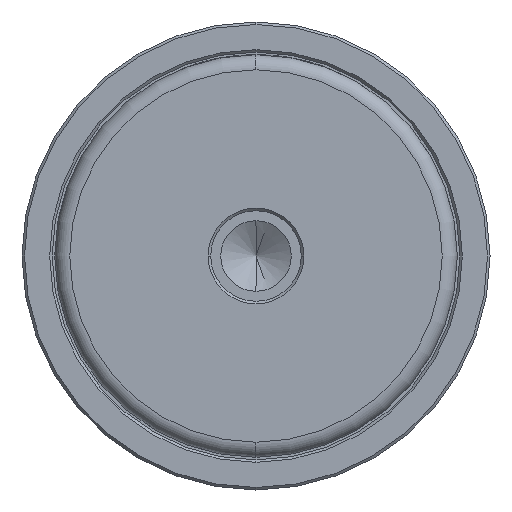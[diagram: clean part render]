
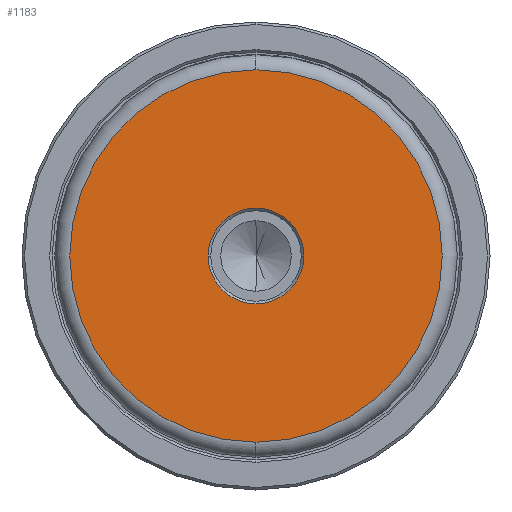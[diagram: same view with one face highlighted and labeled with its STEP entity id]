
A CAD part, left-side view. The second image highlights one B-rep face of the part: STEP entity #1183.
In plain terms, the highlighted planar face has unit normal (-1, 0, 0).
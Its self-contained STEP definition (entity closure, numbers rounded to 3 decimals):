
#7 = CARTESIAN_POINT ( 'NONE',  ( 0., -9.5, 0. ) ) ;
#106 = CIRCLE ( 'NONE', #1546, 36.997 ) ;
#141 = PLANE ( 'NONE',  #251 ) ;
#251 = AXIS2_PLACEMENT_3D ( 'NONE', #2241, #2647, #1402 ) ;
#355 = VERTEX_POINT ( 'NONE', #2695 ) ;
#418 = CARTESIAN_POINT ( 'NONE',  ( 0., 0., 36.997 ) ) ;
#522 = VERTEX_POINT ( 'NONE', #1081 ) ;
#560 = DIRECTION ( 'NONE',  ( 1., 0., 0. ) ) ;
#605 = EDGE_CURVE ( 'NONE', #522, #2254, #1620, .T. ) ;
#626 = ORIENTED_EDGE ( 'NONE', *, *, #605, .T. ) ;
#747 = CIRCLE ( 'NONE', #2410, 9.5 ) ;
#761 = ORIENTED_EDGE ( 'NONE', *, *, #1166, .T. ) ;
#882 = DIRECTION ( 'NONE',  ( -1., 0., 0. ) ) ;
#922 = DIRECTION ( 'NONE',  ( 1., 0., 0. ) ) ;
#993 = VERTEX_POINT ( 'NONE', #7 ) ;
#1081 = CARTESIAN_POINT ( 'NONE',  ( 0., 0., -36.997 ) ) ;
#1112 = FACE_OUTER_BOUND ( 'NONE', #2307, .T. ) ;
#1166 = EDGE_CURVE ( 'NONE', #993, #355, #747, .T. ) ;
#1183 = ADVANCED_FACE ( 'NONE', ( #2228, #1112 ), #141, .T. ) ;
#1206 = CARTESIAN_POINT ( 'NONE',  ( 0., 0., 0. ) ) ;
#1283 = CIRCLE ( 'NONE', #2310, 9.5 ) ;
#1327 = EDGE_LOOP ( 'NONE', ( #761, #1944 ) ) ;
#1397 = AXIS2_PLACEMENT_3D ( 'NONE', #1206, #2661, #1420 ) ;
#1402 = DIRECTION ( 'NONE',  ( 0., 0., 1. ) ) ;
#1420 = DIRECTION ( 'NONE',  ( 0., 0., 1. ) ) ;
#1546 = AXIS2_PLACEMENT_3D ( 'NONE', #2137, #882, #2348 ) ;
#1620 = CIRCLE ( 'NONE', #1397, 36.997 ) ;
#1809 = CARTESIAN_POINT ( 'NONE',  ( 0., 0., 0. ) ) ;
#1848 = ORIENTED_EDGE ( 'NONE', *, *, #2015, .T. ) ;
#1944 = ORIENTED_EDGE ( 'NONE', *, *, #2482, .T. ) ;
#2015 = EDGE_CURVE ( 'NONE', #2254, #522, #106, .T. ) ;
#2025 = DIRECTION ( 'NONE',  ( 0., 0., 1. ) ) ;
#2137 = CARTESIAN_POINT ( 'NONE',  ( 0., 0., 0. ) ) ;
#2179 = CARTESIAN_POINT ( 'NONE',  ( 0., 0., 0. ) ) ;
#2228 = FACE_BOUND ( 'NONE', #1327, .T. ) ;
#2241 = CARTESIAN_POINT ( 'NONE',  ( 0., 0., 0. ) ) ;
#2254 = VERTEX_POINT ( 'NONE', #418 ) ;
#2307 = EDGE_LOOP ( 'NONE', ( #1848, #626 ) ) ;
#2310 = AXIS2_PLACEMENT_3D ( 'NONE', #2179, #922, #2389 ) ;
#2348 = DIRECTION ( 'NONE',  ( 0., 0., 1. ) ) ;
#2389 = DIRECTION ( 'NONE',  ( 0., 0., 1. ) ) ;
#2410 = AXIS2_PLACEMENT_3D ( 'NONE', #1809, #560, #2025 ) ;
#2482 = EDGE_CURVE ( 'NONE', #355, #993, #1283, .T. ) ;
#2647 = DIRECTION ( 'NONE',  ( -1., 0., 0. ) ) ;
#2661 = DIRECTION ( 'NONE',  ( -1., 0., 0. ) ) ;
#2695 = CARTESIAN_POINT ( 'NONE',  ( 0., 9.5, 0. ) ) ;
